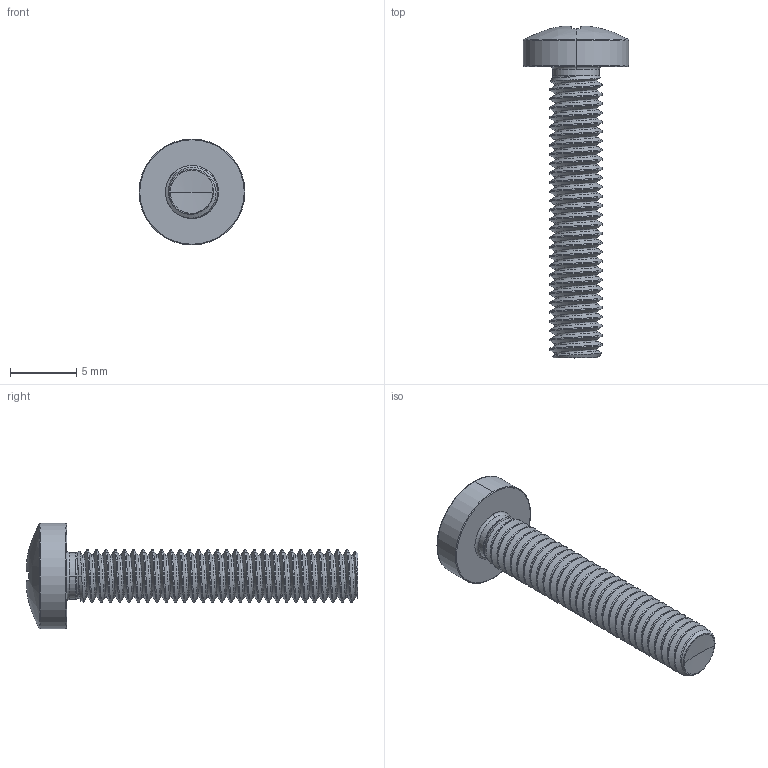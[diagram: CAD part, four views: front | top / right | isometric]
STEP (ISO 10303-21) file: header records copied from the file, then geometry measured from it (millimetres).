
FILE_DESCRIPTION (( 'STEP AP203' ), '1' );
FILE_NAME ('STM320400220.STEP', '2020-12-24T15:53:59', ( '' ), ( '' ), 'SwSTEP 2.0', 'SolidWorks 2015', '' );
FILE_SCHEMA (( 'CONFIG_CONTROL_DESIGN' ));
Length unit declared in the file: millimetre
Products named in the file (2): STM320400220
Bounding box: 8 x 25.06 x 8 mm (x, y, z)
Volume: 340.9 mm3; surface area: 578.8 mm2
Topology: 1 solids, 1 shells, 221 faces, 537 edges, 317 vertices
Faces by surface type: cylinder 83, bspline 46, torus 33, sphere 28, plane 22, cone 9
Entity records: 31862 total; most frequent: CARTESIAN_POINT 27187, ORIENTED_EDGE 1070, DIRECTION 856, EDGE_CURVE 535, AXIS2_PLACEMENT_3D 373, VERTEX_POINT 317, EDGE_LOOP 222, ADVANCED_FACE 221
